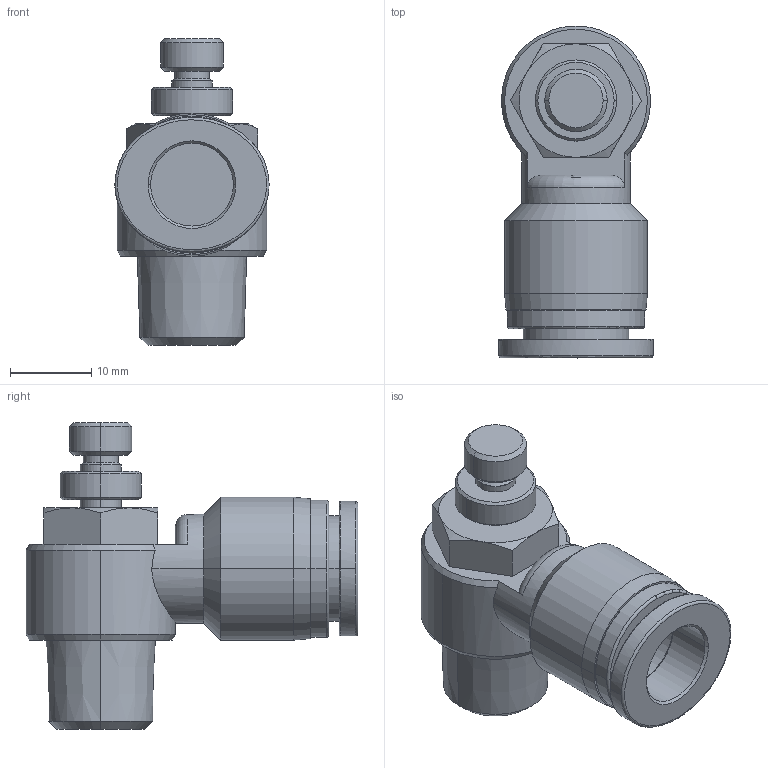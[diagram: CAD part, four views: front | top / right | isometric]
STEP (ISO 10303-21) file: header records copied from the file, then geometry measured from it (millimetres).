
FILE_DESCRIPTION((''),'2;1');
FILE_NAME('NSE1002-mdt.stp','2017-07-22T08:51:59',(''),(''),'Mechanical Desktop 2009','Mechanical Desktop 2009',', , ');
FILE_SCHEMA(('CONFIG_CONTROL_DESIGN'));
Length unit declared in the file: millimetre
Products named in the file (7): NSE1002-MDTA; NSE1002-MDT; NS; COLLAR-04L; R01; R02; COLLAR-10L
Assembly tree (6 placements, depth 3):
  NSE1002-MDTA
    NSE1002-MDT
    NS
      COLLAR-04L
      R01
    R02
    COLLAR-10L
Bounding box: 19 x 40.9 x 37.8 mm (x, y, z)
Volume: 9028.7 mm3; surface area: 4501.9 mm2
Topology: 1 solids, 1 shells, 88 faces, 193 edges, 120 vertices
Faces by surface type: cone 30, cylinder 25, plane 22, torus 7, bspline 4
Entity records: 3220 total; most frequent: CARTESIAN_POINT 1097, DIRECTION 451, ORIENTED_EDGE 386, AXIS2_PLACEMENT_3D 194, EDGE_CURVE 193, VERTEX_POINT 120, CIRCLE 103, EDGE_LOOP 101
